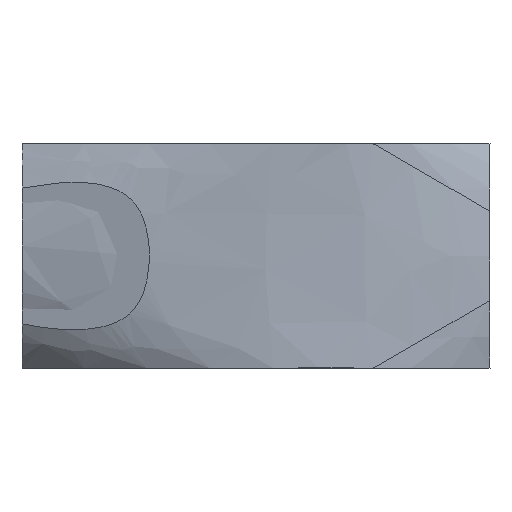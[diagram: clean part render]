
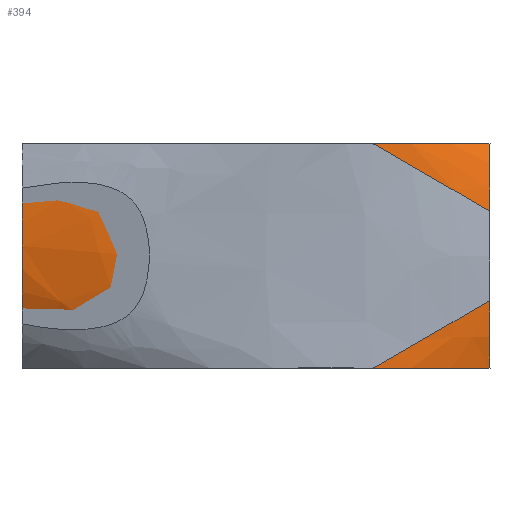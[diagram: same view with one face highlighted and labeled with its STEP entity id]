
A CAD part, top view. The second image highlights one B-rep face of the part: STEP entity #394.
In plain terms, the highlighted free-form (B-spline) face has degree [3, 3] with [6, 6] control points.
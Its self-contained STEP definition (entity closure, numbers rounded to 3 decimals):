
#394=ADVANCED_FACE('',(#471),#473,.T.);
#471=FACE_BOUND('',#472,.T.);
#472=EDGE_LOOP('',(#544,#545,#546,#547));
#473=B_SPLINE_SURFACE_WITH_KNOTS('',3,3,(
(#474,#475,#476,#477,#478,#479),
(#480,#481,#482,#483,#484,#485),
(#486,#487,#488,#489,#490,#491),
(#492,#493,#494,#495,#496,#497),
(#498,#499,#500,#501,#502,#503),
(#504,#505,#506,#507,#508,#509)),
.UNSPECIFIED.,.F.,.F.,.F.,
(4,1,1,4),
(4,1,1,4),
(0.,0.891,2.065,3.),
(0.,0.765,2.157,3.),
.UNSPECIFIED.);
#474=CARTESIAN_POINT('',(-0.028,41.923,100.058));
#475=CARTESIAN_POINT('',(-0.036,46.909,106.695));
#476=CARTESIAN_POINT('',(-0.027,67.849,120.623));
#477=CARTESIAN_POINT('',(-0.025,110.175,121.294));
#478=CARTESIAN_POINT('',(-0.037,132.586,107.366));
#479=CARTESIAN_POINT('',(-0.028,138.077,100.058));
#480=CARTESIAN_POINT('',(25.139,41.917,112.43));
#481=CARTESIAN_POINT('',(22.347,46.475,116.445));
#482=CARTESIAN_POINT('',(16.51,67.132,124.837));
#483=CARTESIAN_POINT('',(16.23,110.848,125.239));
#484=CARTESIAN_POINT('',(22.065,133.065,116.85));
#485=CARTESIAN_POINT('',(25.139,138.083,112.43));
#486=CARTESIAN_POINT('',(78.492,41.979,132.081));
#487=CARTESIAN_POINT('',(73.833,46.571,131.975));
#488=CARTESIAN_POINT('',(64.035,67.211,131.752));
#489=CARTESIAN_POINT('',(63.563,110.776,131.741));
#490=CARTESIAN_POINT('',(73.361,132.965,131.964));
#491=CARTESIAN_POINT('',(78.492,138.021,132.081));
#492=CARTESIAN_POINT('',(143.165,42.029,134.767));
#493=CARTESIAN_POINT('',(143.177,48.127,134.004));
#494=CARTESIAN_POINT('',(143.209,69.774,132.403));
#495=CARTESIAN_POINT('',(143.211,108.369,132.326));
#496=CARTESIAN_POINT('',(143.178,131.256,133.927));
#497=CARTESIAN_POINT('',(143.165,137.971,134.767));
#498=CARTESIAN_POINT('',(182.954,41.971,122.573));
#499=CARTESIAN_POINT('',(184.069,48.262,123.766));
#500=CARTESIAN_POINT('',(186.408,70.041,126.268));
#501=CARTESIAN_POINT('',(186.52,108.118,126.389));
#502=CARTESIAN_POINT('',(184.182,131.102,123.887));
#503=CARTESIAN_POINT('',(182.954,138.029,122.573));
#504=CARTESIAN_POINT('',(200.038,41.966,115.086));
#505=CARTESIAN_POINT('',(200.036,47.839,117.406));
#506=CARTESIAN_POINT('',(200.029,69.346,122.275));
#507=CARTESIAN_POINT('',(200.028,108.77,122.509));
#508=CARTESIAN_POINT('',(200.036,131.567,117.641));
#509=CARTESIAN_POINT('',(200.038,138.034,115.086));
#544=ORIENTED_EDGE('',*,*,#604,.T.);
#545=ORIENTED_EDGE('',*,*,#605,.T.);
#546=ORIENTED_EDGE('',*,*,#606,.F.);
#547=ORIENTED_EDGE('',*,*,#607,.F.);
#604=EDGE_CURVE('',#1661,#1662,#1663,.T.);
#605=EDGE_CURVE('',#1662,#1664,#1665,.T.);
#606=EDGE_CURVE('',#1666,#1664,#1667,.T.);
#607=EDGE_CURVE('',#1661,#1666,#1668,.T.);
#1661=VERTEX_POINT('',#1669);
#1662=VERTEX_POINT('',#1670);
#1663=B_SPLINE_CURVE_WITH_KNOTS('',3,
(#1671,#1672,#1673,#1674,#1675,#1676,#1677,#1678,#1679),
.UNSPECIFIED.,.F.,.F.,
(4,1,1,1,1,1,4),
(0.,0.147,0.274,0.389,0.541,0.747,
1.),
.UNSPECIFIED.);
#1664=VERTEX_POINT('',#1680);
#1665=B_SPLINE_CURVE_WITH_KNOTS('',3,
(#1681,#1682,#1683,#1684,#1685,#1686,#1687),
.UNSPECIFIED.,.F.,.F.,
(4,1,1,1,4),
(0.,0.297,0.586,0.808,1.),
.UNSPECIFIED.);
#1666=VERTEX_POINT('',#1688);
#1667=B_SPLINE_CURVE_WITH_KNOTS('',3,
(#1689,#1690,#1691,#1692,#1693,#1694,#1695,#1696,#1697),
.UNSPECIFIED.,.F.,.F.,
(4,1,1,1,1,1,4),
(0.,0.147,0.274,0.389,0.541,0.747,
1.),
.UNSPECIFIED.);
#1668=B_SPLINE_CURVE_WITH_KNOTS('',3,
(#1698,#1699,#1700,#1701,#1702,#1703,#1704,#1705,#1706),
.UNSPECIFIED.,.F.,.F.,
(4,1,1,1,1,1,4),
(0.,0.213,0.4,0.563,0.728,0.875,
1.),
.UNSPECIFIED.);
#1669=CARTESIAN_POINT('',(-0.028,41.923,100.058));
#1670=CARTESIAN_POINT('',(200.038,41.966,115.086));
#1671=CARTESIAN_POINT('',(-0.028,41.923,100.058));
#1672=CARTESIAN_POINT('',(12.388,41.924,106.163));
#1673=CARTESIAN_POINT('',(34.605,41.93,115.792));
#1674=CARTESIAN_POINT('',(63.879,41.955,125.125));
#1675=CARTESIAN_POINT('',(91.758,41.99,130.952));
#1676=CARTESIAN_POINT('',(123.07,42.012,133.452));
#1677=CARTESIAN_POINT('',(160.367,41.998,129.698));
#1678=CARTESIAN_POINT('',(186.186,41.974,121.155));
#1679=CARTESIAN_POINT('',(200.038,41.966,115.086));
#1680=CARTESIAN_POINT('',(200.038,138.034,115.086));
#1681=CARTESIAN_POINT('',(200.038,41.966,115.086));
#1682=CARTESIAN_POINT('',(200.036,48.796,117.785));
#1683=CARTESIAN_POINT('',(200.03,66.97,121.528));
#1684=CARTESIAN_POINT('',(200.028,97.233,122.391));
#1685=CARTESIAN_POINT('',(200.032,121.918,119.878));
#1686=CARTESIAN_POINT('',(200.036,133.609,116.834));
#1687=CARTESIAN_POINT('',(200.038,138.034,115.086));
#1688=CARTESIAN_POINT('',(-0.028,138.077,100.058));
#1689=CARTESIAN_POINT('',(-0.028,138.077,100.058));
#1690=CARTESIAN_POINT('',(12.388,138.076,106.163));
#1691=CARTESIAN_POINT('',(34.605,138.07,115.792));
#1692=CARTESIAN_POINT('',(63.879,138.045,125.125));
#1693=CARTESIAN_POINT('',(91.758,138.01,130.952));
#1694=CARTESIAN_POINT('',(123.07,137.988,133.452));
#1695=CARTESIAN_POINT('',(160.367,138.002,129.698));
#1696=CARTESIAN_POINT('',(186.186,138.026,121.155));
#1697=CARTESIAN_POINT('',(200.038,138.034,115.086));
#1698=CARTESIAN_POINT('',(-0.028,41.923,100.058));
#1699=CARTESIAN_POINT('',(-0.034,46.094,105.611));
#1700=CARTESIAN_POINT('',(-0.034,57.109,113.787));
#1701=CARTESIAN_POINT('',(-0.027,77.455,119.448));
#1702=CARTESIAN_POINT('',(-0.026,97.393,119.948));
#1703=CARTESIAN_POINT('',(-0.031,115.074,116.362));
#1704=CARTESIAN_POINT('',(-0.035,129.021,109.517));
#1705=CARTESIAN_POINT('',(-0.032,135.627,103.32));
#1706=CARTESIAN_POINT('',(-0.028,138.077,100.058));
